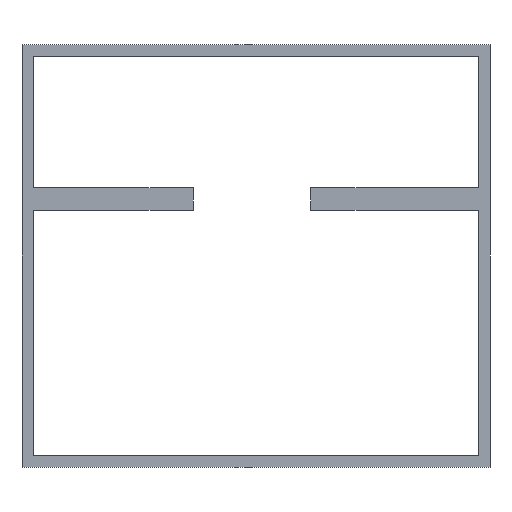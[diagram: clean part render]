
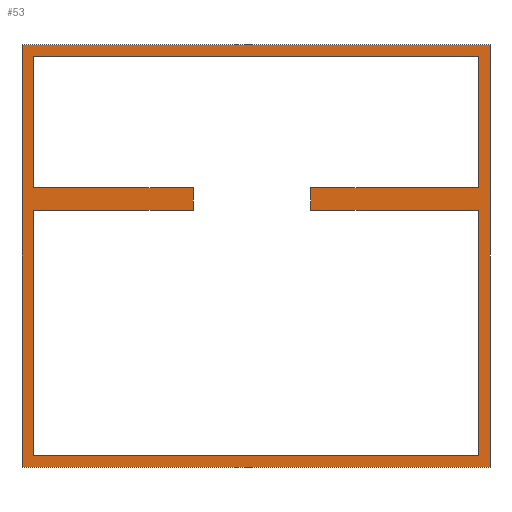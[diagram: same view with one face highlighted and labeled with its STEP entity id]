
A CAD part, front view. The second image highlights one B-rep face of the part: STEP entity #53.
In plain terms, the highlighted planar face has unit normal (0, -1, 0).
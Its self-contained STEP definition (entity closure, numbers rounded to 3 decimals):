
#53=ADVANCED_FACE('',(#71,#73),#75,.F.);
#71=FACE_BOUND('',#72,.T.);
#72=EDGE_LOOP('',(#201,#202,#203,#204));
#73=FACE_BOUND('',#74,.T.);
#74=EDGE_LOOP('',(#205,#206,#207,#208,#209,#210,#211,#212,#213,#214,#215,#216));
#75=PLANE('',#76);
#76=AXIS2_PLACEMENT_3D('',#77,#78,#79);
#77=CARTESIAN_POINT('',(0.,11.,0.));
#78=DIRECTION('',(0.,1.,0.));
#79=DIRECTION('',(-1.,0.,0.));
#201=ORIENTED_EDGE('',*,*,#297,.F.);
#202=ORIENTED_EDGE('',*,*,#298,.F.);
#203=ORIENTED_EDGE('',*,*,#299,.F.);
#204=ORIENTED_EDGE('',*,*,#300,.F.);
#205=ORIENTED_EDGE('',*,*,#301,.T.);
#206=ORIENTED_EDGE('',*,*,#302,.T.);
#207=ORIENTED_EDGE('',*,*,#303,.T.);
#208=ORIENTED_EDGE('',*,*,#304,.T.);
#209=ORIENTED_EDGE('',*,*,#305,.T.);
#210=ORIENTED_EDGE('',*,*,#306,.T.);
#211=ORIENTED_EDGE('',*,*,#307,.T.);
#212=ORIENTED_EDGE('',*,*,#308,.T.);
#213=ORIENTED_EDGE('',*,*,#309,.T.);
#214=ORIENTED_EDGE('',*,*,#310,.T.);
#215=ORIENTED_EDGE('',*,*,#311,.T.);
#216=ORIENTED_EDGE('',*,*,#312,.T.);
#297=EDGE_CURVE('',#345,#346,#347,.T.);
#298=EDGE_CURVE('',#348,#345,#349,.T.);
#299=EDGE_CURVE('',#350,#348,#351,.T.);
#300=EDGE_CURVE('',#346,#350,#352,.T.);
#301=EDGE_CURVE('',#353,#354,#355,.T.);
#302=EDGE_CURVE('',#354,#356,#357,.T.);
#303=EDGE_CURVE('',#356,#358,#359,.T.);
#304=EDGE_CURVE('',#358,#360,#361,.T.);
#305=EDGE_CURVE('',#360,#362,#363,.T.);
#306=EDGE_CURVE('',#362,#364,#365,.T.);
#307=EDGE_CURVE('',#364,#366,#367,.T.);
#308=EDGE_CURVE('',#366,#368,#369,.T.);
#309=EDGE_CURVE('',#368,#370,#371,.T.);
#310=EDGE_CURVE('',#370,#372,#373,.T.);
#311=EDGE_CURVE('',#372,#374,#375,.T.);
#312=EDGE_CURVE('',#374,#353,#376,.T.);
#345=VERTEX_POINT('',#425);
#346=VERTEX_POINT('',#426);
#347=LINE('',#427,#428);
#348=VERTEX_POINT('',#430);
#349=LINE('',#431,#432);
#350=VERTEX_POINT('',#434);
#351=LINE('',#435,#436);
#352=LINE('',#438,#439);
#353=VERTEX_POINT('',#441);
#354=VERTEX_POINT('',#442);
#355=LINE('',#443,#444);
#356=VERTEX_POINT('',#446);
#357=LINE('',#447,#448);
#358=VERTEX_POINT('',#450);
#359=LINE('',#451,#452);
#360=VERTEX_POINT('',#454);
#361=LINE('',#455,#456);
#362=VERTEX_POINT('',#458);
#363=LINE('',#459,#460);
#364=VERTEX_POINT('',#462);
#365=LINE('',#463,#464);
#366=VERTEX_POINT('',#466);
#367=LINE('',#467,#468);
#368=VERTEX_POINT('',#470);
#369=LINE('',#471,#472);
#370=VERTEX_POINT('',#474);
#371=LINE('',#475,#476);
#372=VERTEX_POINT('',#478);
#373=LINE('',#479,#480);
#374=VERTEX_POINT('',#482);
#375=LINE('',#483,#484);
#376=LINE('',#486,#487);
#425=CARTESIAN_POINT('',(20.5,11.,-18.5));
#426=CARTESIAN_POINT('',(-20.5,11.,-18.5));
#427=CARTESIAN_POINT('',(20.5,11.,-18.5));
#428=VECTOR('',#429,1.);
#429=DIRECTION('',(-1.,0.,0.));
#430=CARTESIAN_POINT('',(20.5,11.,18.5));
#431=CARTESIAN_POINT('',(20.5,11.,18.5));
#432=VECTOR('',#433,1.);
#433=DIRECTION('',(0.,0.,-1.));
#434=CARTESIAN_POINT('',(-20.5,11.,18.5));
#435=CARTESIAN_POINT('',(-20.5,11.,18.5));
#436=VECTOR('',#437,1.);
#437=DIRECTION('',(1.,0.,0.));
#438=CARTESIAN_POINT('',(-20.5,11.,-18.5));
#439=VECTOR('',#440,1.);
#440=DIRECTION('',(0.,0.,1.));
#441=CARTESIAN_POINT('',(19.5,11.,-17.5));
#442=CARTESIAN_POINT('',(-19.5,11.,-17.5));
#443=CARTESIAN_POINT('',(19.5,11.,-17.5));
#444=VECTOR('',#445,1.);
#445=DIRECTION('',(-1.,0.,0.));
#446=CARTESIAN_POINT('',(-19.5,11.,4.));
#447=CARTESIAN_POINT('',(-19.5,11.,-17.5));
#448=VECTOR('',#449,1.);
#449=DIRECTION('',(0.,0.,1.));
#450=CARTESIAN_POINT('',(-5.5,11.,4.));
#451=CARTESIAN_POINT('',(-19.5,11.,4.));
#452=VECTOR('',#453,1.);
#453=DIRECTION('',(1.,0.,0.));
#454=CARTESIAN_POINT('',(-5.5,11.,6.));
#455=CARTESIAN_POINT('',(-5.5,11.,4.));
#456=VECTOR('',#457,1.);
#457=DIRECTION('',(0.,0.,1.));
#458=CARTESIAN_POINT('',(-19.5,11.,6.));
#459=CARTESIAN_POINT('',(-5.5,11.,6.));
#460=VECTOR('',#461,1.);
#461=DIRECTION('',(-1.,0.,0.));
#462=CARTESIAN_POINT('',(-19.5,11.,17.5));
#463=CARTESIAN_POINT('',(-19.5,11.,6.));
#464=VECTOR('',#465,1.);
#465=DIRECTION('',(0.,0.,1.));
#466=CARTESIAN_POINT('',(19.5,11.,17.5));
#467=CARTESIAN_POINT('',(-19.5,11.,17.5));
#468=VECTOR('',#469,1.);
#469=DIRECTION('',(1.,0.,0.));
#470=CARTESIAN_POINT('',(19.5,11.,6.));
#471=CARTESIAN_POINT('',(19.5,11.,17.5));
#472=VECTOR('',#473,1.);
#473=DIRECTION('',(0.,0.,-1.));
#474=CARTESIAN_POINT('',(4.8,11.,6.));
#475=CARTESIAN_POINT('',(19.5,11.,6.));
#476=VECTOR('',#477,1.);
#477=DIRECTION('',(-1.,0.,0.));
#478=CARTESIAN_POINT('',(4.8,11.,4.));
#479=CARTESIAN_POINT('',(4.8,11.,6.));
#480=VECTOR('',#481,1.);
#481=DIRECTION('',(0.,0.,-1.));
#482=CARTESIAN_POINT('',(19.5,11.,4.));
#483=CARTESIAN_POINT('',(4.8,11.,4.));
#484=VECTOR('',#485,1.);
#485=DIRECTION('',(1.,0.,0.));
#486=CARTESIAN_POINT('',(19.5,11.,4.));
#487=VECTOR('',#488,1.);
#488=DIRECTION('',(0.,0.,-1.));
